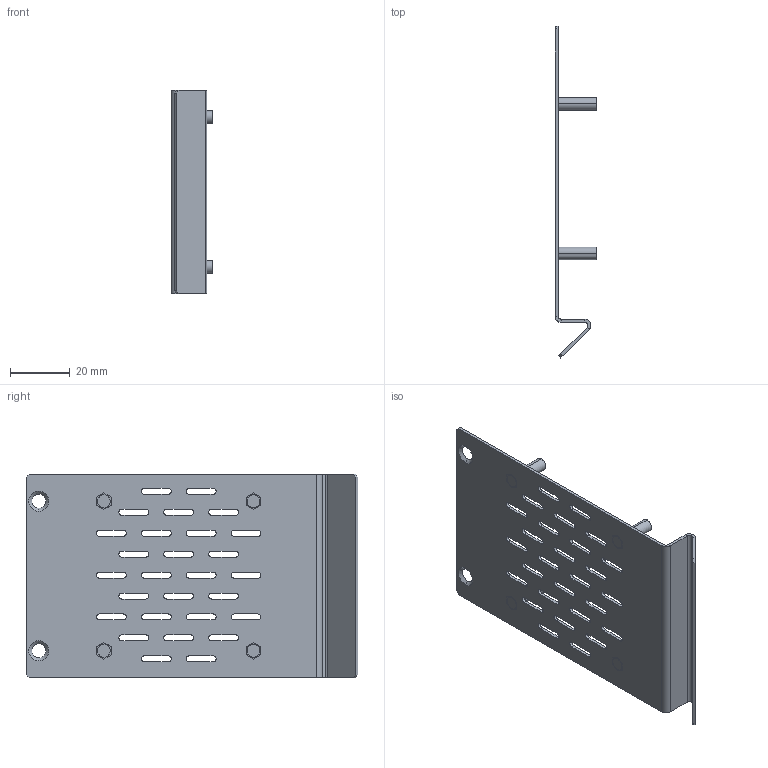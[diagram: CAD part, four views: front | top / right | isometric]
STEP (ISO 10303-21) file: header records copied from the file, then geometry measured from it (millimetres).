
FILE_DESCRIPTION (( 'STEP AP203' ), '1' );
FILE_NAME ('SL1-110-MA_v000 FILTRACE KRYTKA LIS.STEP', '2019-02-05T15:29:30', ( '' ), ( '' ), 'SwSTEP 2.0', 'SolidWorks 2017', '' );
FILE_SCHEMA (( 'CONFIG_CONTROL_DESIGN' ));
Length unit declared in the file: millimetre
Products named in the file (3): SL1-010-MA_v000 FILTRACE KRYTKA; CFBSOM3-14; SL1-110-MA_v000 FILTRACE KRYTKA LIS
Assembly tree (5 placements, depth 2):
  SL1-110-MA_v000 FILTRACE KRYTKA LIS
    SL1-010-MA_v000 FILTRACE KRYTKA
    CFBSOM3-14  x4
Bounding box: 14 x 110.87 x 68 mm (x, y, z)
Volume: 8312.2 mm3; surface area: 18178.5 mm2
Topology: 5 solids, 5 shells, 400 faces, 1090 edges, 704 vertices
Faces by surface type: cylinder 186, plane 118, bspline 56, cone 40
Entity records: 14072 total; most frequent: CARTESIAN_POINT 8108, ORIENTED_EDGE 1192, DIRECTION 1096, EDGE_CURVE 596, VERTEX_POINT 389, AXIS2_PLACEMENT_3D 378, VECTOR 340, LINE 340
